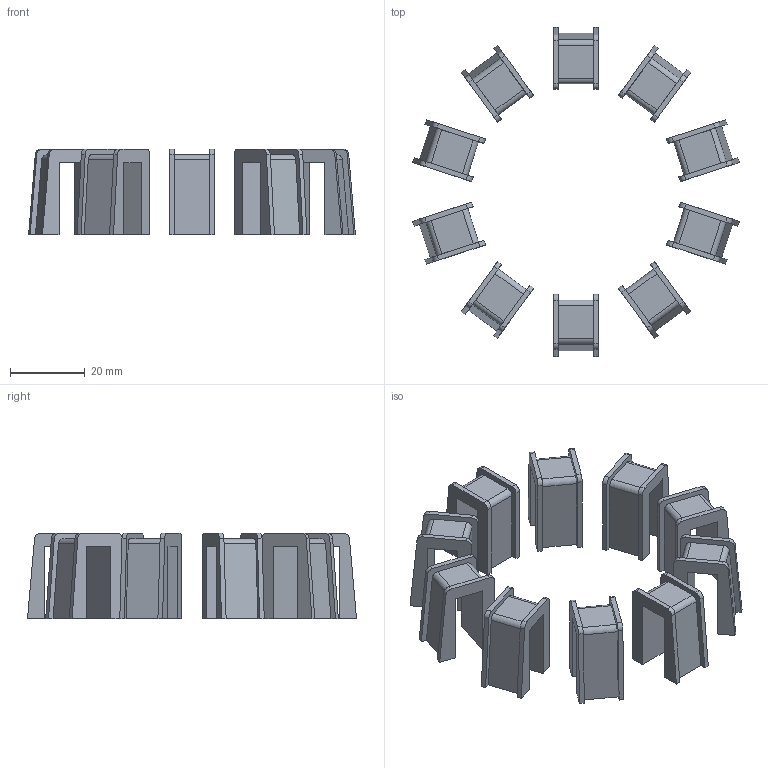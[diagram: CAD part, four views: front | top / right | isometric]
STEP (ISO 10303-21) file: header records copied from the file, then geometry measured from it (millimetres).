
FILE_DESCRIPTION(/* description */ (''),/* implementation_level */ '2;1');
FILE_NAME(/* name */ 'Wire Brackets v1.step',/* time_stamp */ '2022-09-22T16:40:02+02:00',/* author */ (''),/* organization */ (''),/* preprocessor_version */ 'ST-DEVELOPER v19',/* originating_system */ 'Autodesk Translation Framework v11.7.0.108',/* authorisation */ '');
FILE_SCHEMA (('AUTOMOTIVE_DESIGN { 1 0 10303 214 3 1 1 }'));
Length unit declared in the file: millimetre
Products named in the file (1): Wire Brackets
Bounding box: 87.36 x 87.95 x 22.93 mm (x, y, z)
Volume: 15729.6 mm3; surface area: 18617.3 mm2
Topology: 10 solids, 10 shells, 240 faces, 660 edges, 440 vertices
Faces by surface type: plane 170, cylinder 60, bspline 10
Entity records: 7884 total; most frequent: CARTESIAN_POINT 1687, ORIENTED_EDGE 1320, DIRECTION 1222, EDGE_CURVE 660, LINE 520, VECTOR 520, VERTEX_POINT 440, AXIS2_PLACEMENT_3D 351
